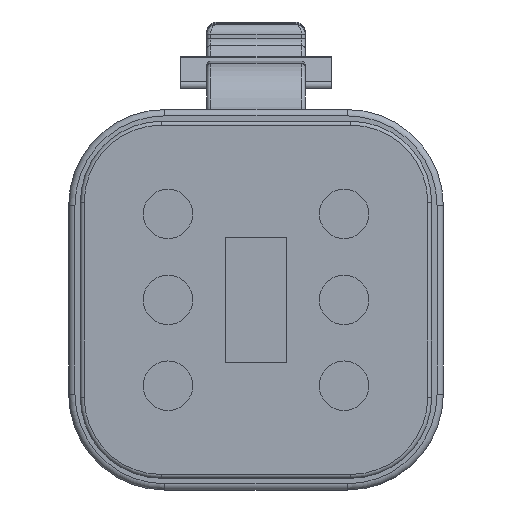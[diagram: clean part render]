
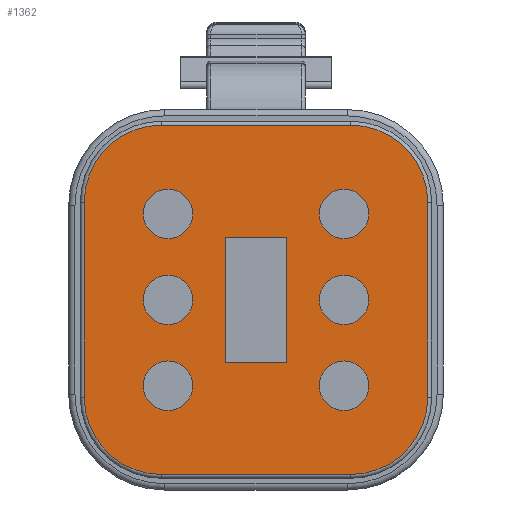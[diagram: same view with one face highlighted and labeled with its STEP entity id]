
A CAD part, front view. The second image highlights one B-rep face of the part: STEP entity #1362.
In plain terms, the highlighted planar face has unit normal (0, -1, 0).
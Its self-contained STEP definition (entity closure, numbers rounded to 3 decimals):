
#1362=ADVANCED_FACE('',(#1636,#1637,#1638,#1639,#1640,#1641,#1642,#1643),
#1558,.T.);
#1558=PLANE('',#8109);
#1636=FACE_BOUND('',#2063,.T.);
#1637=FACE_BOUND('',#2064,.T.);
#1638=FACE_BOUND('',#2065,.T.);
#1639=FACE_BOUND('',#2066,.T.);
#1640=FACE_BOUND('',#2067,.T.);
#1641=FACE_BOUND('',#2068,.T.);
#1642=FACE_BOUND('',#2069,.T.);
#1643=FACE_BOUND('',#2070,.T.);
#2063=EDGE_LOOP('',(#4403,#4404,#4405,#4406,#4407,#4408,#4409,#4410));
#2064=EDGE_LOOP('',(#4411,#4412,#4413,#4414));
#2065=EDGE_LOOP('',(#4415));
#2066=EDGE_LOOP('',(#4416));
#2067=EDGE_LOOP('',(#4417));
#2068=EDGE_LOOP('',(#4418));
#2069=EDGE_LOOP('',(#4419));
#2070=EDGE_LOOP('',(#4420));
#2589=CIRCLE('',#8089,1.28);
#2590=CIRCLE('',#8091,1.28);
#2591=CIRCLE('',#8093,1.28);
#2592=CIRCLE('',#8095,1.28);
#2593=CIRCLE('',#8097,1.28);
#2594=CIRCLE('',#8099,1.28);
#2595=CIRCLE('',#8105,4.);
#2596=CIRCLE('',#8106,4.);
#2597=CIRCLE('',#8107,4.);
#2598=CIRCLE('',#8108,4.);
#4403=ORIENTED_EDGE('',*,*,#6413,.T.);
#4404=ORIENTED_EDGE('',*,*,#6414,.T.);
#4405=ORIENTED_EDGE('',*,*,#6415,.T.);
#4406=ORIENTED_EDGE('',*,*,#6416,.T.);
#4407=ORIENTED_EDGE('',*,*,#6417,.T.);
#4408=ORIENTED_EDGE('',*,*,#6418,.T.);
#4409=ORIENTED_EDGE('',*,*,#6419,.T.);
#4410=ORIENTED_EDGE('',*,*,#6420,.T.);
#4411=ORIENTED_EDGE('',*,*,#6412,.F.);
#4412=ORIENTED_EDGE('',*,*,#6410,.F.);
#4413=ORIENTED_EDGE('',*,*,#6408,.F.);
#4414=ORIENTED_EDGE('',*,*,#6405,.F.);
#4415=ORIENTED_EDGE('',*,*,#6404,.F.);
#4416=ORIENTED_EDGE('',*,*,#6403,.F.);
#4417=ORIENTED_EDGE('',*,*,#6402,.F.);
#4418=ORIENTED_EDGE('',*,*,#6401,.F.);
#4419=ORIENTED_EDGE('',*,*,#6400,.F.);
#4420=ORIENTED_EDGE('',*,*,#6399,.F.);
#5415=VERTEX_POINT('',#15651);
#5416=VERTEX_POINT('',#15654);
#5417=VERTEX_POINT('',#15657);
#5418=VERTEX_POINT('',#15660);
#5419=VERTEX_POINT('',#15663);
#5420=VERTEX_POINT('',#15666);
#5421=VERTEX_POINT('',#15669);
#5422=VERTEX_POINT('',#15670);
#5423=VERTEX_POINT('',#15675);
#5424=VERTEX_POINT('',#15679);
#5425=VERTEX_POINT('',#15685);
#5426=VERTEX_POINT('',#15686);
#5427=VERTEX_POINT('',#15688);
#5428=VERTEX_POINT('',#15690);
#5429=VERTEX_POINT('',#15692);
#5430=VERTEX_POINT('',#15694);
#5431=VERTEX_POINT('',#15696);
#5432=VERTEX_POINT('',#15698);
#6399=EDGE_CURVE('',#5415,#5415,#2589,.T.);
#6400=EDGE_CURVE('',#5416,#5416,#2590,.T.);
#6401=EDGE_CURVE('',#5417,#5417,#2591,.T.);
#6402=EDGE_CURVE('',#5418,#5418,#2592,.T.);
#6403=EDGE_CURVE('',#5419,#5419,#2593,.T.);
#6404=EDGE_CURVE('',#5420,#5420,#2594,.T.);
#6405=EDGE_CURVE('',#5421,#5422,#6920,.T.);
#6408=EDGE_CURVE('',#5422,#5423,#6923,.T.);
#6410=EDGE_CURVE('',#5423,#5424,#6925,.T.);
#6412=EDGE_CURVE('',#5424,#5421,#6927,.T.);
#6413=EDGE_CURVE('',#5425,#5426,#2595,.T.);
#6414=EDGE_CURVE('',#5426,#5427,#6928,.T.);
#6415=EDGE_CURVE('',#5427,#5428,#2596,.T.);
#6416=EDGE_CURVE('',#5428,#5429,#6929,.T.);
#6417=EDGE_CURVE('',#5429,#5430,#2597,.T.);
#6418=EDGE_CURVE('',#5430,#5431,#6930,.T.);
#6419=EDGE_CURVE('',#5431,#5432,#2598,.T.);
#6420=EDGE_CURVE('',#5432,#5425,#6931,.T.);
#6920=LINE('',#15668,#7310);
#6923=LINE('',#15674,#7313);
#6925=LINE('',#15678,#7315);
#6927=LINE('',#15682,#7317);
#6928=LINE('',#15687,#7318);
#6929=LINE('',#15691,#7319);
#6930=LINE('',#15695,#7320);
#6931=LINE('',#15699,#7321);
#7310=VECTOR('',#10013,1.);
#7313=VECTOR('',#10018,1.);
#7315=VECTOR('',#10022,1.);
#7317=VECTOR('',#10026,1.);
#7318=VECTOR('',#10031,1.);
#7319=VECTOR('',#10034,1.);
#7320=VECTOR('',#10037,1.);
#7321=VECTOR('',#10040,1.);
#8089=AXIS2_PLACEMENT_3D('',#15650,#9989,#9990);
#8091=AXIS2_PLACEMENT_3D('',#15653,#9993,#9994);
#8093=AXIS2_PLACEMENT_3D('',#15656,#9997,#9998);
#8095=AXIS2_PLACEMENT_3D('',#15659,#10001,#10002);
#8097=AXIS2_PLACEMENT_3D('',#15662,#10005,#10006);
#8099=AXIS2_PLACEMENT_3D('',#15665,#10009,#10010);
#8105=AXIS2_PLACEMENT_3D('',#15684,#10029,#10030);
#8106=AXIS2_PLACEMENT_3D('',#15689,#10032,#10033);
#8107=AXIS2_PLACEMENT_3D('',#15693,#10035,#10036);
#8108=AXIS2_PLACEMENT_3D('',#15697,#10038,#10039);
#8109=AXIS2_PLACEMENT_3D('',#15700,#10041,#10042);
#9989=DIRECTION('',(0.,-1.,0.));
#9990=DIRECTION('',(1.,0.,0.));
#9993=DIRECTION('',(0.,-1.,0.));
#9994=DIRECTION('',(1.,0.,0.));
#9997=DIRECTION('',(0.,-1.,0.));
#9998=DIRECTION('',(1.,0.,0.));
#10001=DIRECTION('',(0.,-1.,0.));
#10002=DIRECTION('',(1.,0.,0.));
#10005=DIRECTION('',(0.,-1.,0.));
#10006=DIRECTION('',(1.,0.,0.));
#10009=DIRECTION('',(0.,-1.,0.));
#10010=DIRECTION('',(1.,0.,0.));
#10013=DIRECTION('',(1.,0.,0.));
#10018=DIRECTION('',(0.,0.,1.));
#10022=DIRECTION('',(-1.,0.,0.));
#10026=DIRECTION('',(0.,0.,-1.));
#10029=DIRECTION('',(0.,-1.,0.));
#10030=DIRECTION('',(0.,0.,-1.));
#10031=DIRECTION('',(0.,0.,1.));
#10032=DIRECTION('',(0.,-1.,0.));
#10033=DIRECTION('',(0.,0.,-1.));
#10034=DIRECTION('',(-1.,0.,0.));
#10035=DIRECTION('',(0.,-1.,0.));
#10036=DIRECTION('',(0.,0.,-1.));
#10037=DIRECTION('',(0.,0.,-1.));
#10038=DIRECTION('',(0.,-1.,0.));
#10039=DIRECTION('',(0.,0.,-1.));
#10040=DIRECTION('',(1.,0.,0.));
#10041=DIRECTION('',(0.,-1.,0.));
#10042=DIRECTION('',(0.,0.,1.));
#15650=CARTESIAN_POINT('',(4.56,0.,0.));
#15651=CARTESIAN_POINT('',(5.84,0.,0.));
#15653=CARTESIAN_POINT('',(-4.56,0.,4.45));
#15654=CARTESIAN_POINT('',(-3.28,0.,4.45));
#15656=CARTESIAN_POINT('',(-4.56,0.,-4.45));
#15657=CARTESIAN_POINT('',(-3.28,0.,-4.45));
#15659=CARTESIAN_POINT('',(-4.56,0.,0.));
#15660=CARTESIAN_POINT('',(-3.28,0.,0.));
#15662=CARTESIAN_POINT('',(4.56,0.,-4.45));
#15663=CARTESIAN_POINT('',(5.84,0.,-4.45));
#15665=CARTESIAN_POINT('',(4.56,0.,4.45));
#15666=CARTESIAN_POINT('',(5.84,0.,4.45));
#15668=CARTESIAN_POINT('',(-1.6,0.,-3.25));
#15669=CARTESIAN_POINT('',(-1.6,0.,-3.25));
#15670=CARTESIAN_POINT('',(1.6,0.,-3.25));
#15674=CARTESIAN_POINT('',(1.6,0.,-3.25));
#15675=CARTESIAN_POINT('',(1.6,0.,3.25));
#15678=CARTESIAN_POINT('',(1.6,0.,3.25));
#15679=CARTESIAN_POINT('',(-1.6,0.,3.25));
#15682=CARTESIAN_POINT('',(-1.6,0.,3.25));
#15684=CARTESIAN_POINT('',(4.9,0.,-5.05));
#15685=CARTESIAN_POINT('',(4.9,0.,-9.05));
#15686=CARTESIAN_POINT('',(8.9,0.,-5.05));
#15687=CARTESIAN_POINT('',(8.9,0.,5.05));
#15688=CARTESIAN_POINT('',(8.9,0.,5.05));
#15689=CARTESIAN_POINT('',(4.9,0.,5.05));
#15690=CARTESIAN_POINT('',(4.9,0.,9.05));
#15691=CARTESIAN_POINT('',(-4.9,0.,9.05));
#15692=CARTESIAN_POINT('',(-4.9,0.,9.05));
#15693=CARTESIAN_POINT('',(-4.9,0.,5.05));
#15694=CARTESIAN_POINT('',(-8.9,0.,5.05));
#15695=CARTESIAN_POINT('',(-8.9,0.,-5.05));
#15696=CARTESIAN_POINT('',(-8.9,0.,-5.05));
#15697=CARTESIAN_POINT('',(-4.9,0.,-5.05));
#15698=CARTESIAN_POINT('',(-4.9,0.,-9.05));
#15699=CARTESIAN_POINT('',(4.9,0.,-9.05));
#15700=CARTESIAN_POINT('',(-4.9,0.,-5.05));
